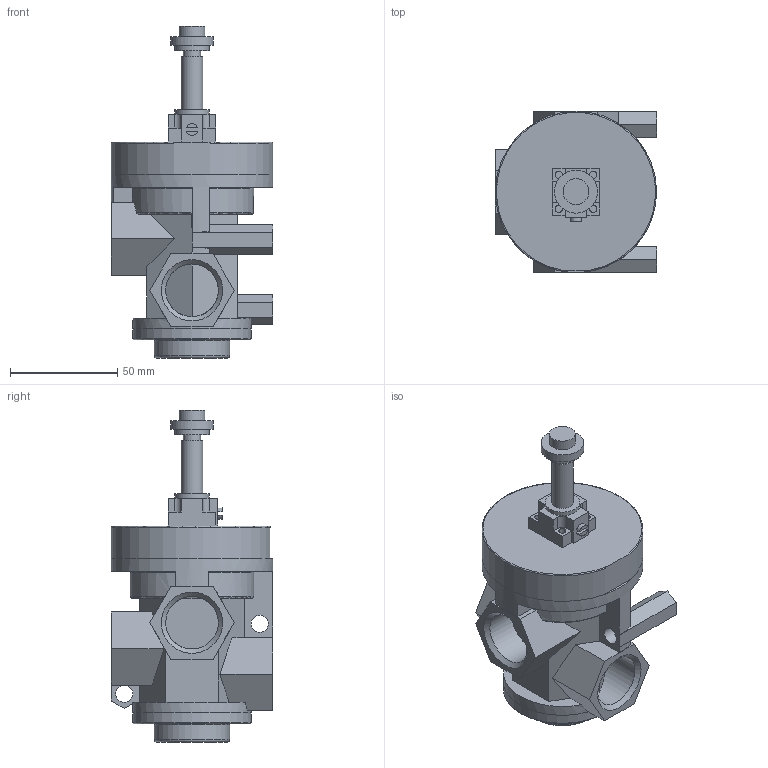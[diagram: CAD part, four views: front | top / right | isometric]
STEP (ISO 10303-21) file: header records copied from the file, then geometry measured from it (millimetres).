
FILE_DESCRIPTION((''),'2;1');
FILE_NAME('773-V_32_0_1A(A-C)_M2-V.stp','2008-02-21T17:01:14',('pilonfr1'),(''),'Autodesk Inventor 2008','Autodesk Inventor 2008','');
FILE_SCHEMA(('AUTOMOTIVE_DESIGN { 1 0 10303 214 1 1 1 1 }'));
Length unit declared in the file: millimetre
Products named in the file (3): 773-V_32_0_1A(A-C)_M2-V; 773_32_0_1AC; M2
Assembly tree (2 placements, depth 2):
  773-V_32_0_1A(A-C)_M2-V
    773_32_0_1AC
    M2
Bounding box: 75 x 75 x 154.5 mm (x, y, z)
Volume: 277694 mm3; surface area: 46007.2 mm2
Topology: 2 solids, 2 shells, 159 faces, 413 edges, 270 vertices
Faces by surface type: plane 113, cylinder 34, torus 6, cone 3, bspline 3
Full cylindrical faces by diameter (mm): 8 x3, 10 x1, 12 x1, 16 x2, 20 x1, 24.5 x3, 35 x1, 55 x2, 75 x1
Entity records: 5149 total; most frequent: CARTESIAN_POINT 1103, DIRECTION 799, ORIENTED_EDGE 772, EDGE_CURVE 386, VECTOR 273, LINE 273, VERTEX_POINT 264, AXIS2_PLACEMENT_3D 263
